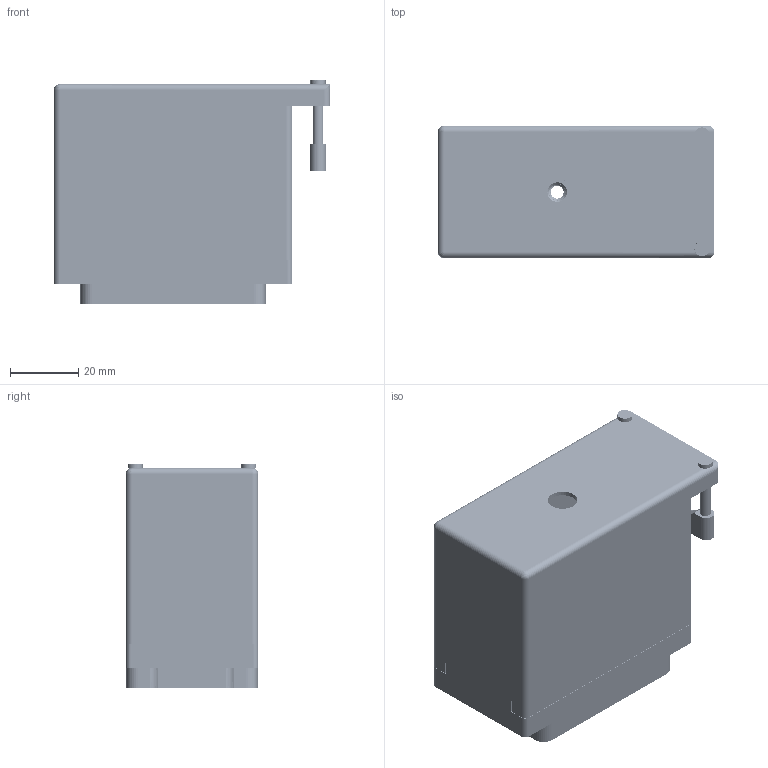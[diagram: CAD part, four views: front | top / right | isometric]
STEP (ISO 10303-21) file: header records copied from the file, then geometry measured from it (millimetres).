
FILE_DESCRIPTION (( 'STEP AP203' ), '1' );
FILE_NAME ('516-120-500-356.STEP', '2020-03-11T02:54:51', ( '' ), ( '' ), 'SwSTEP 2.0', 'SolidWorks 2016', '' );
FILE_SCHEMA (( 'CONFIG_CONTROL_DESIGN' ));
Length unit declared in the file: inch
Products named in the file (5): 516-230-001_Metal - 120 Side Entry; 516 Plug Insulator_120; 516-252-095-100; 516-292-001_500 Contact; 516-120-500-356
Assembly tree (123 placements, depth 2):
  516-120-500-356
    516 Plug Insulator_120
    516-292-001_500 Contact  x120
    516-230-001_Metal - 120 Side Entry
    516-252-095-100
Bounding box: 81.03 x 38.86 x 65.86 mm (x, y, z)
Volume: 42434.2 mm3; surface area: 76747.4 mm2
Topology: 123 solids, 123 shells, 11614 faces, 33803 edges, 22447 vertices
Faces by surface type: plane 7004, cylinder 3870, bspline 726, cone 12, sphere 2
Entity records: 92840 total; most frequent: CARTESIAN_POINT 17717, ORIENTED_EDGE 15242, DIRECTION 14686, EDGE_CURVE 7621, VECTOR 5748, LINE 5748, VERTEX_POINT 5073, AXIS2_PLACEMENT_3D 4469
